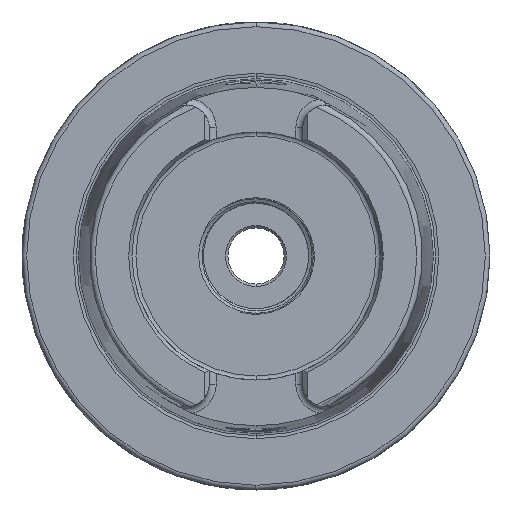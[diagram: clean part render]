
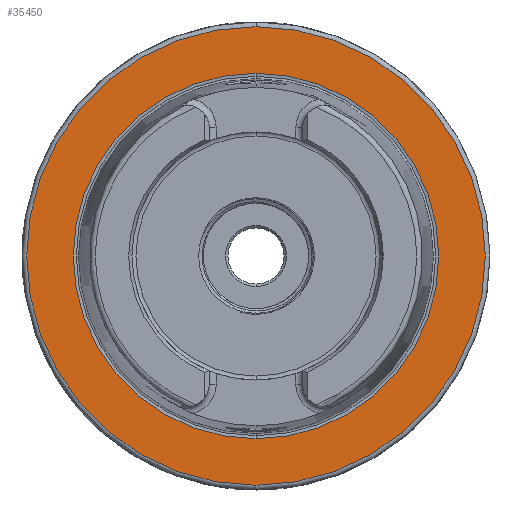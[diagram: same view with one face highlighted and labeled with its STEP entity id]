
A CAD part, left-side view. The second image highlights one B-rep face of the part: STEP entity #35450.
In plain terms, the highlighted planar face has unit normal (-1, 0, 0).
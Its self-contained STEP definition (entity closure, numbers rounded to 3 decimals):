
#22 = ORIENTED_EDGE ( 'NONE', *, *, #13493, .T. ) ;
#34 = ORIENTED_EDGE ( 'NONE', *, *, #13500, .T. ) ;
#68 = ORIENTED_EDGE ( 'NONE', *, *, #13513, .T. ) ;
#71 = ORIENTED_EDGE ( 'NONE', *, *, #13505, .T. ) ;
#4911 = CIRCLE ( 'NONE', #12784, 39.054 ) ;
#4913 = CIRCLE ( 'NONE', #12790, 49. ) ;
#4915 = CIRCLE ( 'NONE', #12760, 39.054 ) ;
#4919 = CIRCLE ( 'NONE', #12820, 49. ) ;
#8484 = VERTEX_POINT ( 'NONE', #22329 ) ;
#8523 = VERTEX_POINT ( 'NONE', #22359 ) ;
#8565 = VERTEX_POINT ( 'NONE', #14924 ) ;
#8569 = VERTEX_POINT ( 'NONE', #14928 ) ;
#10514 = CARTESIAN_POINT ( 'NONE',  ( 0., 0., 0. ) ) ;
#10515 = DIRECTION ( 'NONE',  ( -1., 0., 0. ) ) ;
#10516 = DIRECTION ( 'NONE',  ( 0., 0., 1. ) ) ;
#12589 = CARTESIAN_POINT ( 'NONE',  ( 0., 0., 0. ) ) ;
#12590 = DIRECTION ( 'NONE',  ( -1., 0., 0. ) ) ;
#12591 = DIRECTION ( 'NONE',  ( 0., 0., 1. ) ) ;
#12640 = CARTESIAN_POINT ( 'NONE',  ( 0., 0., 0. ) ) ;
#12641 = DIRECTION ( 'NONE',  ( 1., 0., 0. ) ) ;
#12642 = DIRECTION ( 'NONE',  ( 0., 0., -1. ) ) ;
#12760 = AXIS2_PLACEMENT_3D ( 'NONE', #12640, #12641, #12642 ) ;
#12784 = AXIS2_PLACEMENT_3D ( 'NONE', #14769, #14770, #14771 ) ;
#12790 = AXIS2_PLACEMENT_3D ( 'NONE', #12589, #12590, #12591 ) ;
#12820 = AXIS2_PLACEMENT_3D ( 'NONE', #10514, #10515, #10516 ) ;
#13123 = FACE_OUTER_BOUND ( 'NONE', #37302, .T. ) ;
#13127 = FACE_BOUND ( 'NONE', #32485, .T. ) ;
#13128 = AXIS2_PLACEMENT_3D ( 'NONE', #35894, #35895, #35896 ) ;
#13493 = EDGE_CURVE ( 'NONE', #8569, #8523, #4911, .T. ) ;
#13500 = EDGE_CURVE ( 'NONE', #8565, #8484, #4913, .T. ) ;
#13505 = EDGE_CURVE ( 'NONE', #8523, #8569, #4915, .T. ) ;
#13513 = EDGE_CURVE ( 'NONE', #8484, #8565, #4919, .T. ) ;
#14769 = CARTESIAN_POINT ( 'NONE',  ( 0., 0., 0. ) ) ;
#14770 = DIRECTION ( 'NONE',  ( 1., 0., 0. ) ) ;
#14771 = DIRECTION ( 'NONE',  ( 0., 0., -1. ) ) ;
#14924 = CARTESIAN_POINT ( 'NONE',  ( 0., 0., 49. ) ) ;
#14928 = CARTESIAN_POINT ( 'NONE',  ( 0., 0., 39.054 ) ) ;
#22329 = CARTESIAN_POINT ( 'NONE',  ( 0., 0., -49. ) ) ;
#22359 = CARTESIAN_POINT ( 'NONE',  ( 0., 0., -39.054 ) ) ;
#32485 = EDGE_LOOP ( 'NONE', ( #22, #71 ) ) ;
#35450 = ADVANCED_FACE ( 'NONE', ( #13123, #13127 ), #35893, .T. ) ;
#35893 = PLANE ( 'NONE',  #13128 ) ;
#35894 = CARTESIAN_POINT ( 'NONE',  ( 0., 39.054, 0. ) ) ;
#35895 = DIRECTION ( 'NONE',  ( -1., 0., 0. ) ) ;
#35896 = DIRECTION ( 'NONE',  ( 0., 0., 1. ) ) ;
#37302 = EDGE_LOOP ( 'NONE', ( #34, #68 ) ) ;
